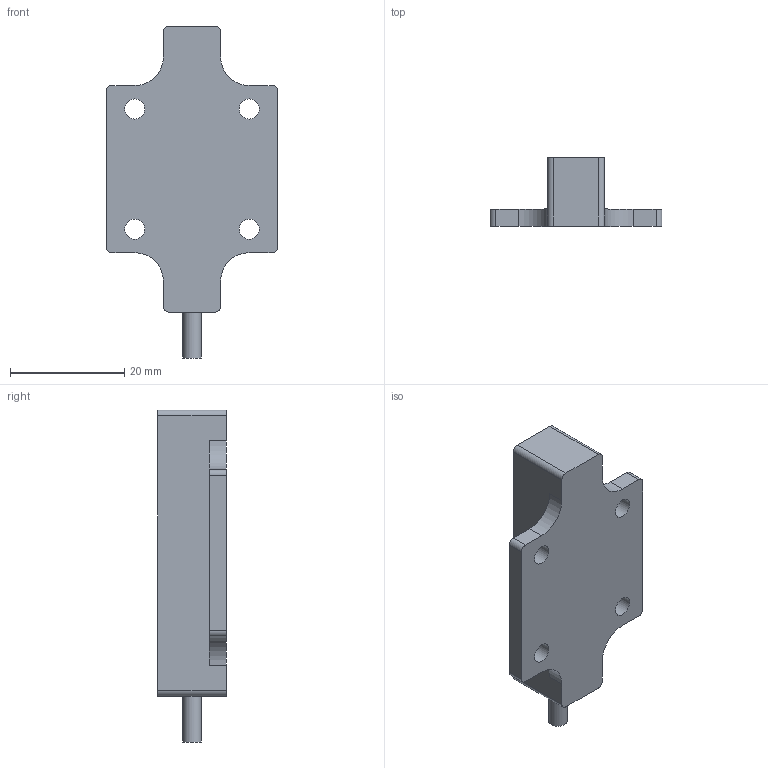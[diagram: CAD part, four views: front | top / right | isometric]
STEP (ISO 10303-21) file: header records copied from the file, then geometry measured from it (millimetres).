
FILE_DESCRIPTION(/* description */ (''),/* implementation_level */ '2;1');
FILE_NAME(/* name */ 'AAN Xi9 F LF DOKU v3.step',/* time_stamp */ '2023-09-13T16:42:55+02:00',/* author */ (''),/* organization */ (''),/* preprocessor_version */ 'ST-DEVELOPER v20',/* originating_system */ 'Autodesk Translation Framework v12.9.0.99',/* authorisation */ '');
FILE_SCHEMA (('AUTOMOTIVE_DESIGN { 1 0 10303 214 3 1 1 }'));
Length unit declared in the file: millimetre
Products named in the file (1): AAN Xi9 F GEHÄUSE Basis für STEP Datei
Bounding box: 30 x 12 x 58 mm (x, y, z)
Volume: 7729.4 mm3; surface area: 3900.4 mm2
Topology: 1 solids, 2 shells, 37 faces, 96 edges, 64 vertices
Faces by surface type: cylinder 20, plane 17
Full cylindrical faces by diameter (mm): 3.25 x2, 3.5 x4
Entity records: 1223 total; most frequent: CARTESIAN_POINT 225, DIRECTION 206, ORIENTED_EDGE 192, EDGE_CURVE 96, AXIS2_PLACEMENT_3D 75, VERTEX_POINT 64, LINE 56, VECTOR 56
